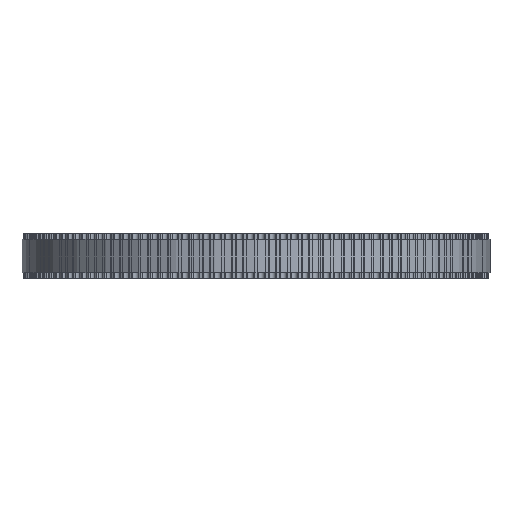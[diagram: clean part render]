
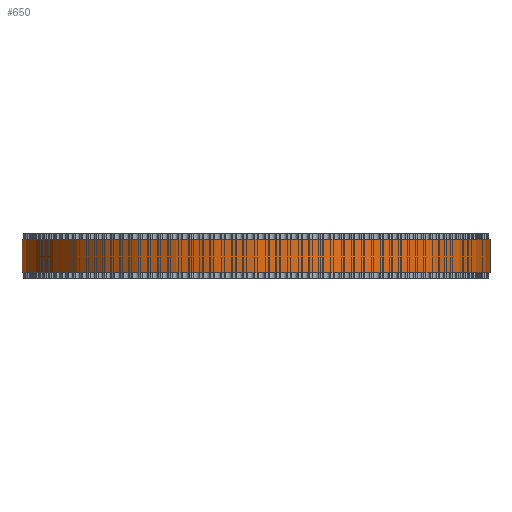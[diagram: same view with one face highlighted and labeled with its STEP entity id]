
A CAD part, front view. The second image highlights one B-rep face of the part: STEP entity #650.
In plain terms, the highlighted cylindrical face has radius 42.017 mm (diameter 84.034 mm), a full revolution.
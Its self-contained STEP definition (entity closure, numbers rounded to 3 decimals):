
#97=FACE_BOUND('',#2240,.T.);
#98=FACE_BOUND('',#2241,.T.);
#650=ADVANCED_FACE('',(#97,#98),#1179,.T.);
#1179=CYLINDRICAL_SURFACE('',#11759,42.017);
#2240=EDGE_LOOP('',(#6466));
#2241=EDGE_LOOP('',(#6467));
#6466=ORIENTED_EDGE('',*,*,#9110,.T.);
#6467=ORIENTED_EDGE('',*,*,#9111,.T.);
#7524=VERTEX_POINT('',#18640);
#7525=VERTEX_POINT('',#18642);
#9110=EDGE_CURVE('',#7524,#7524,#10168,.T.);
#9111=EDGE_CURVE('',#7525,#7525,#10169,.T.);
#10168=CIRCLE('',#11757,42.017);
#10169=CIRCLE('',#11758,42.017);
#11757=AXIS2_PLACEMENT_3D('',#18639,#15462,#15463);
#11758=AXIS2_PLACEMENT_3D('',#18641,#15464,#15465);
#11759=AXIS2_PLACEMENT_3D('',#18643,#15466,#15467);
#15462=DIRECTION('',(0.,0.,1.));
#15463=DIRECTION('',(1.,0.,0.));
#15464=DIRECTION('',(0.,0.,-1.));
#15465=DIRECTION('',(1.,0.,0.));
#15466=DIRECTION('',(0.,0.,1.));
#15467=DIRECTION('',(1.,0.,0.));
#18639=CARTESIAN_POINT('',(0.,0.,1.));
#18640=CARTESIAN_POINT('',(42.017,0.,1.));
#18641=CARTESIAN_POINT('',(0.,0.,7.));
#18642=CARTESIAN_POINT('',(42.017,0.,7.));
#18643=CARTESIAN_POINT('',(0.,0.,1.));
